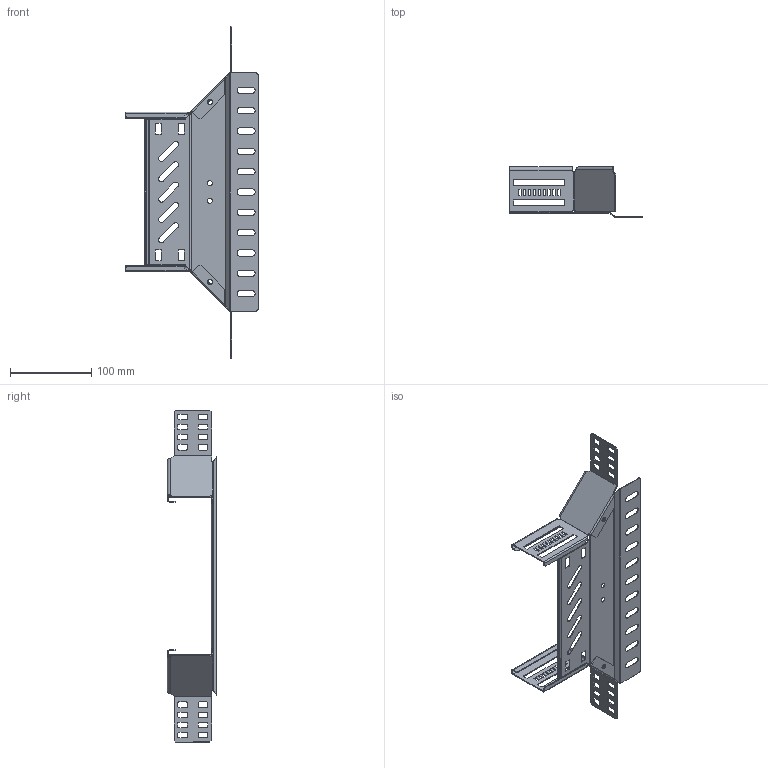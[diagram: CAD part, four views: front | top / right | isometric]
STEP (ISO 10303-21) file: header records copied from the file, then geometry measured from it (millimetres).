
FILE_DESCRIPTION (( 'STEP AP214' ), '1' );
FILE_NAME ('6042115.STEP', '2024-05-24T09:07:07', ( '' ), ( '' ), 'SwSTEP 2.0', 'SolidWorks 2022', '' );
FILE_SCHEMA (( 'AUTOMOTIVE_DESIGN' ));
Length unit declared in the file: millimetre
Products named in the file (4): 180291_60 R; 167752_200; 6042115; 180291_60 L
Assembly tree (3 placements, depth 2):
  6042115
    167752_200
    180291_60 L
    180291_60 R
Bounding box: 163.11 x 61.25 x 408.27 mm (x, y, z)
Volume: 51893.5 mm3; surface area: 111750.7 mm2
Topology: 3 solids, 3 shells, 543 faces, 1483 edges, 946 vertices
Faces by surface type: plane 320, cylinder 203, bspline 20
Entity records: 18135 total; most frequent: CARTESIAN_POINT 3754, ORIENTED_EDGE 2966, DIRECTION 2813, EDGE_CURVE 1483, VECTOR 1023, LINE 1023, VERTEX_POINT 946, AXIS2_PLACEMENT_3D 895
